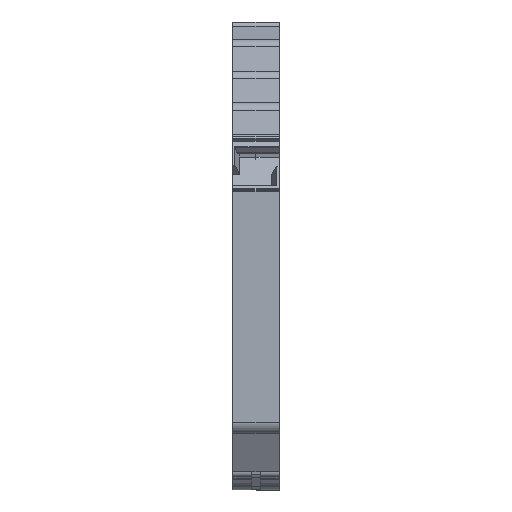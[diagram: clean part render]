
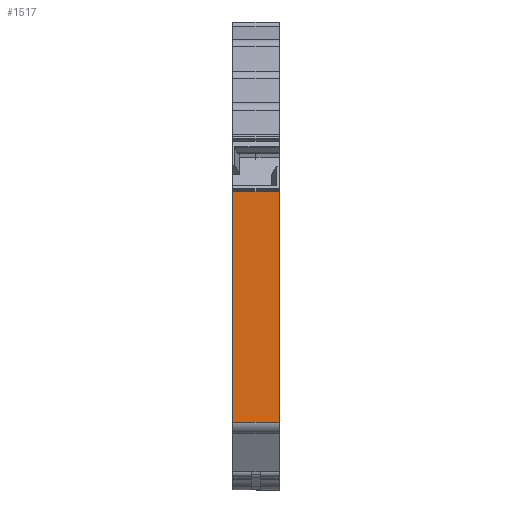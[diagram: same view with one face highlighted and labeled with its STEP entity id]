
A CAD part, front view. The second image highlights one B-rep face of the part: STEP entity #1517.
In plain terms, the highlighted planar face has unit normal (0, -1, 0).
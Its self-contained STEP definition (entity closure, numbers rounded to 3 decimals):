
#1490=AXIS2_PLACEMENT_3D('Plane Axis2P3D',#1487,#1488,#1489) ;
#1465=CARTESIAN_POINT('Vertex',(5.1,0.,7.486)) ;
#1468=CARTESIAN_POINT('Line Origine',(2.55,0.,7.486)) ;
#1472=CARTESIAN_POINT('Vertex',(0.,0.,7.486)) ;
#1487=CARTESIAN_POINT('Axis2P3D Location',(0.,0.,7.486)) ;
#1492=CARTESIAN_POINT('Line Origine',(5.1,0.,20.261)) ;
#1496=CARTESIAN_POINT('Vertex',(5.1,0.,33.036)) ;
#1499=CARTESIAN_POINT('Line Origine',(2.55,0.,33.036)) ;
#1503=CARTESIAN_POINT('Vertex',(0.,0.,33.036)) ;
#1506=CARTESIAN_POINT('Line Origine',(0.,0.,20.261)) ;
#1469=DIRECTION('Vector Direction',(-1.,0.,0.)) ;
#1488=DIRECTION('Axis2P3D Direction',(0.,1.,0.)) ;
#1489=DIRECTION('Axis2P3D XDirection',(0.,0.,1.)) ;
#1493=DIRECTION('Vector Direction',(0.,0.,1.)) ;
#1500=DIRECTION('Vector Direction',(-1.,0.,0.)) ;
#1507=DIRECTION('Vector Direction',(0.,0.,1.)) ;
#1470=VECTOR('Line Direction',#1469,1.) ;
#1494=VECTOR('Line Direction',#1493,1.) ;
#1501=VECTOR('Line Direction',#1500,1.) ;
#1508=VECTOR('Line Direction',#1507,1.) ;
#1512=ORIENTED_EDGE('',*,*,#1498,.T.) ;
#1513=ORIENTED_EDGE('',*,*,#1505,.T.) ;
#1514=ORIENTED_EDGE('',*,*,#1510,.F.) ;
#1515=ORIENTED_EDGE('',*,*,#1474,.T.) ;
#1517=ADVANCED_FACE('KLTR_ZRV1_5.1\\K\X2\00F6\X0\rper.140 ( *SOL3 - wsp *MASTER -  -Non Smart-  )',(#1516),#1491,.F.) ;
#1474=EDGE_CURVE('',#1473,#1466,#1471,.F.) ;
#1498=EDGE_CURVE('',#1466,#1497,#1495,.T.) ;
#1505=EDGE_CURVE('',#1497,#1504,#1502,.T.) ;
#1510=EDGE_CURVE('',#1473,#1504,#1509,.T.) ;
#1511=EDGE_LOOP('',(#1512,#1513,#1514,#1515)) ;
#1516=FACE_OUTER_BOUND('',#1511,.T.) ;
#1471=LINE('Line',#1468,#1470) ;
#1495=LINE('Line',#1492,#1494) ;
#1502=LINE('Line',#1499,#1501) ;
#1509=LINE('Line',#1506,#1508) ;
#1491=PLANE('',#1490) ;
#1466=VERTEX_POINT('',#1465) ;
#1473=VERTEX_POINT('',#1472) ;
#1497=VERTEX_POINT('',#1496) ;
#1504=VERTEX_POINT('',#1503) ;
